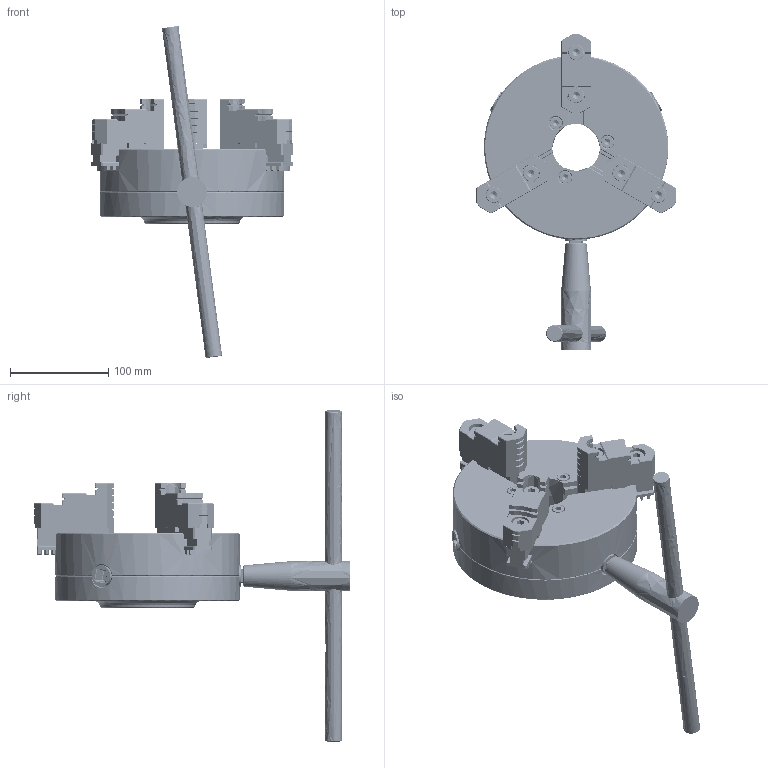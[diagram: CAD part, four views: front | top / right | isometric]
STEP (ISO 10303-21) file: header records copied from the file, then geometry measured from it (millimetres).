
FILE_DESCRIPTION(('FreeCAD Model'),'2;1');
FILE_NAME('Open CASCADE Shape Model','2025-05-08T00:42:30',('FreeCAD'),( 'FreeCAD'),'Open CASCADE STEP processor 7.6','FreeCAD','Unknown');
FILE_SCHEMA(('AUTOMOTIVE_DESIGN { 1 0 10303 214 1 1 1 1 }'));
Products named in the file (1): Open CASCADE STEP translator 7.6 1
Bounding box: 204.34 x 321.69 x 337.5 mm (x, y, z)
Volume: 1872980.4 mm3; surface area: 442154.6 mm2
Topology: 31 solids, 31 shells, 4515 faces, 12154 edges, 7696 vertices
Faces by surface type: bspline 4515
Entity records: 157255 total; most frequent: CARTESIAN_POINT 91273, ORIENTED_EDGE 24188, EDGE_CURVE 12094, VERTEX_POINT 7696, B_SPLINE_CURVE_WITH_KNOTS 6679, FACE_BOUND 4618, EDGE_LOOP 4618, ADVANCED_FACE 4515
